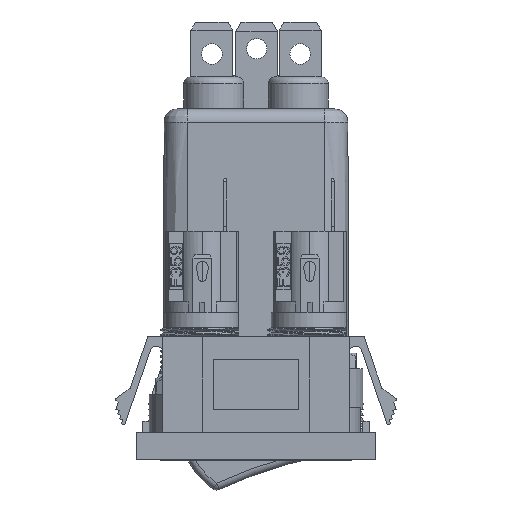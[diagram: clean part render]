
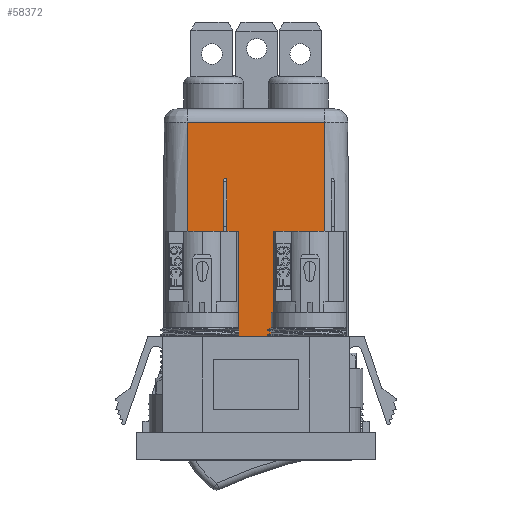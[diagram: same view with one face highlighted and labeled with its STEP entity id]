
A CAD part, front view. The second image highlights one B-rep face of the part: STEP entity #58372.
In plain terms, the highlighted planar face has unit normal (0, -1, 0.003).
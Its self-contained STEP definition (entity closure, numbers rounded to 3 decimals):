
#1723 = DIRECTION ( 'NONE',  ( 0.003, 0.003, 1. ) ) ;
#6502 = LINE ( 'NONE', #94977, #35597 ) ;
#7635 = DIRECTION ( 'NONE',  ( 1., 0., 0. ) ) ;
#9734 = DIRECTION ( 'NONE',  ( 1., 0., 0. ) ) ;
#10973 = EDGE_CURVE ( 'NONE', #52869, #91793, #81294, .T. ) ;
#15253 = VERTEX_POINT ( 'NONE', #95950 ) ;
#16711 = CARTESIAN_POINT ( 'NONE',  ( 10.304, -0.975, 46.596 ) ) ;
#22711 = DIRECTION ( 'NONE',  ( 1., 0., 0. ) ) ;
#22822 = CARTESIAN_POINT ( 'NONE',  ( -10.39, -1.08, 13.65 ) ) ;
#35528 = VERTEX_POINT ( 'NONE', #16711 ) ;
#35597 = VECTOR ( 'NONE', #22711, 1000. ) ;
#37525 = ORIENTED_EDGE ( 'NONE', *, *, #67154, .T. ) ;
#38784 = EDGE_CURVE ( 'NONE', #52869, #15253, #47440, .T. ) ;
#40225 = DIRECTION ( 'NONE',  ( -0.003, 0.003, 1. ) ) ;
#47077 = ORIENTED_EDGE ( 'NONE', *, *, #38784, .T. ) ;
#47440 = LINE ( 'NONE', #22822, #85611 ) ;
#50064 = CARTESIAN_POINT ( 'NONE',  ( 0., -1.025, 30.872 ) ) ;
#52869 = VERTEX_POINT ( 'NONE', #78080 ) ;
#57908 = DIRECTION ( 'NONE',  ( 0., -1., 0.003 ) ) ;
#58372 = ADVANCED_FACE ( 'NONE', ( #65783 ), #96135, .T. ) ;
#65020 = ORIENTED_EDGE ( 'NONE', *, *, #10973, .F. ) ;
#65783 = FACE_OUTER_BOUND ( 'NONE', #79014, .T. ) ;
#67154 = EDGE_CURVE ( 'NONE', #15253, #35528, #78958, .T. ) ;
#70050 = ORIENTED_EDGE ( 'NONE', *, *, #77652, .F. ) ;
#70899 = VECTOR ( 'NONE', #1723, 1000. ) ;
#75014 = CARTESIAN_POINT ( 'NONE',  ( -10.39, -1.08, 13.65 ) ) ;
#77652 = EDGE_CURVE ( 'NONE', #91793, #35528, #6502, .T. ) ;
#78080 = CARTESIAN_POINT ( 'NONE',  ( -10.39, -1.08, 13.65 ) ) ;
#78958 = LINE ( 'NONE', #96222, #92116 ) ;
#79014 = EDGE_LOOP ( 'NONE', ( #65020, #47077, #37525, #70050 ) ) ;
#81294 = LINE ( 'NONE', #75014, #70899 ) ;
#85611 = VECTOR ( 'NONE', #7635, 1000. ) ;
#91793 = VERTEX_POINT ( 'NONE', #94478 ) ;
#92116 = VECTOR ( 'NONE', #40225, 1000. ) ;
#94478 = CARTESIAN_POINT ( 'NONE',  ( -10.304, -0.975, 46.596 ) ) ;
#94796 = AXIS2_PLACEMENT_3D ( 'NONE', #50064, #57908, #9734 ) ;
#94977 = CARTESIAN_POINT ( 'NONE',  ( -10.304, -0.975, 46.596 ) ) ;
#95950 = CARTESIAN_POINT ( 'NONE',  ( 10.39, -1.08, 13.65 ) ) ;
#96135 = PLANE ( 'NONE',  #94796 ) ;
#96222 = CARTESIAN_POINT ( 'NONE',  ( 10.39, -1.08, 13.65 ) ) ;
